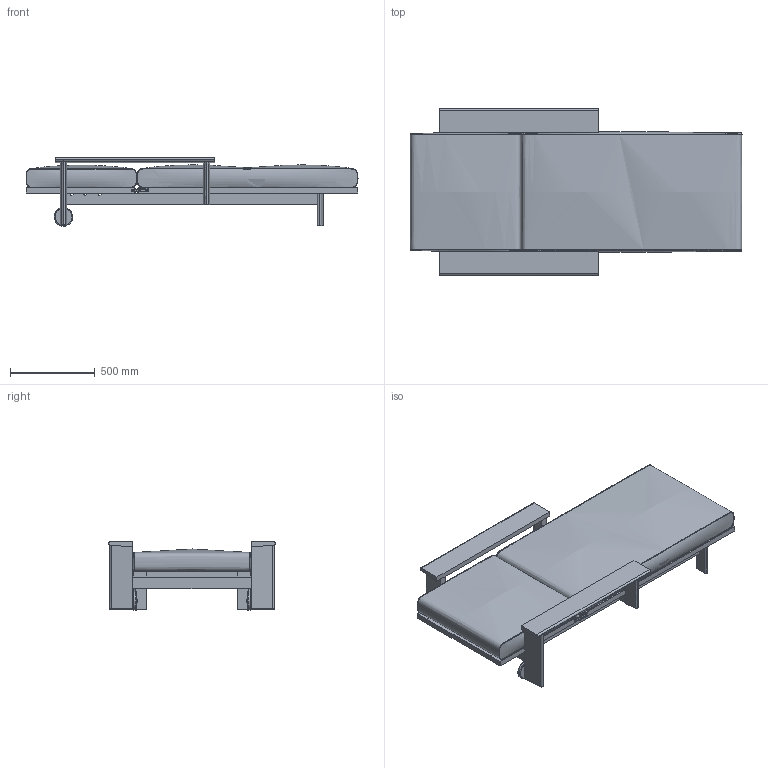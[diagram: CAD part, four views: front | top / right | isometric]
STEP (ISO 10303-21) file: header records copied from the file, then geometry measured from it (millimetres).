
FILE_DESCRIPTION(/* description */ (''),/* implementation_level */ '2;1');
FILE_NAME(/* name */ 'Rail_CB-495_3D',/* time_stamp */ '2023-10-06T12:53:45+02:00',/* author */ (''),/* organization */ (''),/* preprocessor_version */ 'ST-DEVELOPER v16.5',/* originating_system */ 'Rhino 7.31',/* authorisation */ '');
FILE_SCHEMA (('AUTOMOTIVE_DESIGN'));
Length unit declared in the file: centimetre
Products named in the file (2): Document; Rail_CB-495
Assembly tree (1 placements, depth 2):
  Document
    Rail_CB-495
Bounding box: 1954.14 x 980 x 403 mm (x, y, z)
Volume: 48340686.7 mm3; surface area: 8325439.8 mm2
Topology: 62 solids, 68 shells, 501 faces, 1082 edges, 703 vertices
Faces by surface type: plane 354, cylinder 83, bspline 64
Full cylindrical faces by diameter (mm): 4 x6, 5 x4, 8 x5, 8.5 x2, 10 x2, 14 x2, 18 x2, 25 x2, 100 x4, 110 x2
Entity records: 27315 total; most frequent: CARTESIAN_POINT 19007, ORIENTED_EDGE 2156, EDGE_CURVE 1082, VERTEX_POINT 703, B_SPLINE_CURVE_WITH_KNOTS 674, EDGE_LOOP 535, ADVANCED_FACE 501, FACE_OUTER_BOUND 501
